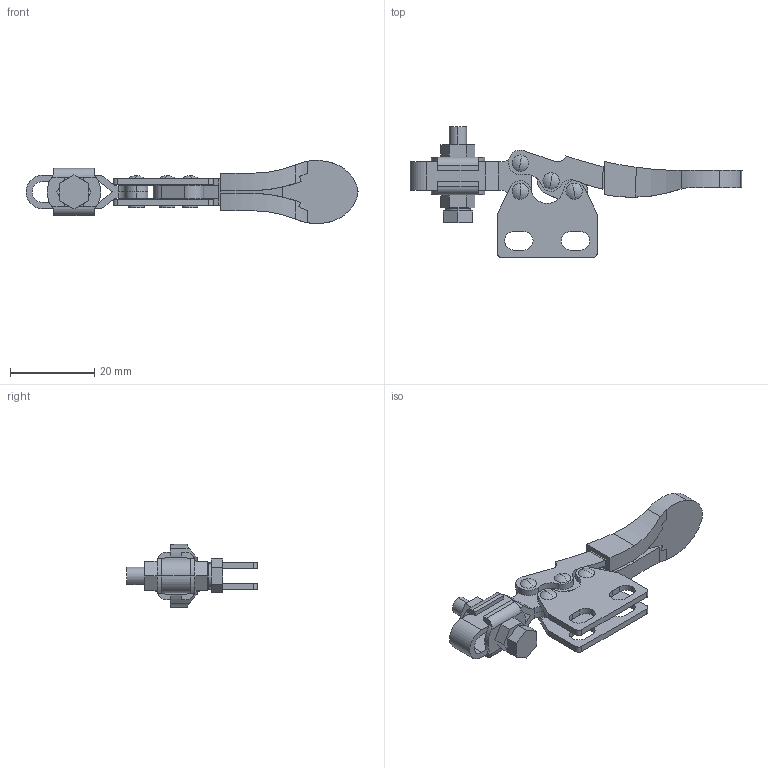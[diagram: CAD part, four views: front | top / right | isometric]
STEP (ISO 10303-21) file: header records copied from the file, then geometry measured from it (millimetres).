
FILE_DESCRIPTION (( 'STEP AP214' ), '1' );
FILE_NAME ('GH-201-I(Â²¤Æ)-1.STEP', '2020-05-29T07:16:18', ( 'LinWei' ), ( '' ), 'SwSTEP 2.0', 'SolidWorks 2016', '' );
FILE_SCHEMA (( 'AUTOMOTIVE_DESIGN' ));
Length unit declared in the file: millimetre
Products named in the file (6): Group4^GH-201-I(簡化)-1; GH-201-I(簡化)-1; Group5^GH-201-I(簡化)-1; Group1^GH-201-I(簡化)-1; 120105-1^GH-201-I(簡化)-1; 120108-1-1^GH-201-I(簡化)-1
Assembly tree (5 placements, depth 2):
  GH-201-I(簡化)-1
    Group4^GH-201-I(簡化)-1
    120108-1-1^GH-201-I(簡化)-1
    120105-1^GH-201-I(簡化)-1
    Group1^GH-201-I(簡化)-1
    Group5^GH-201-I(簡化)-1
Bounding box: 79 x 31.15 x 15.01 mm (x, y, z)
Volume: 2720.7 mm3; surface area: 7186.2 mm2
Topology: 7 solids, 10 shells, 286 faces, 764 edges, 511 vertices
Faces by surface type: cylinder 153, plane 125, sphere 8
Entity records: 9751 total; most frequent: CARTESIAN_POINT 1941, DIRECTION 1527, ORIENTED_EDGE 1496, EDGE_CURVE 764, AXIS2_PLACEMENT_3D 565, VERTEX_POINT 511, VECTOR 397, LINE 397
